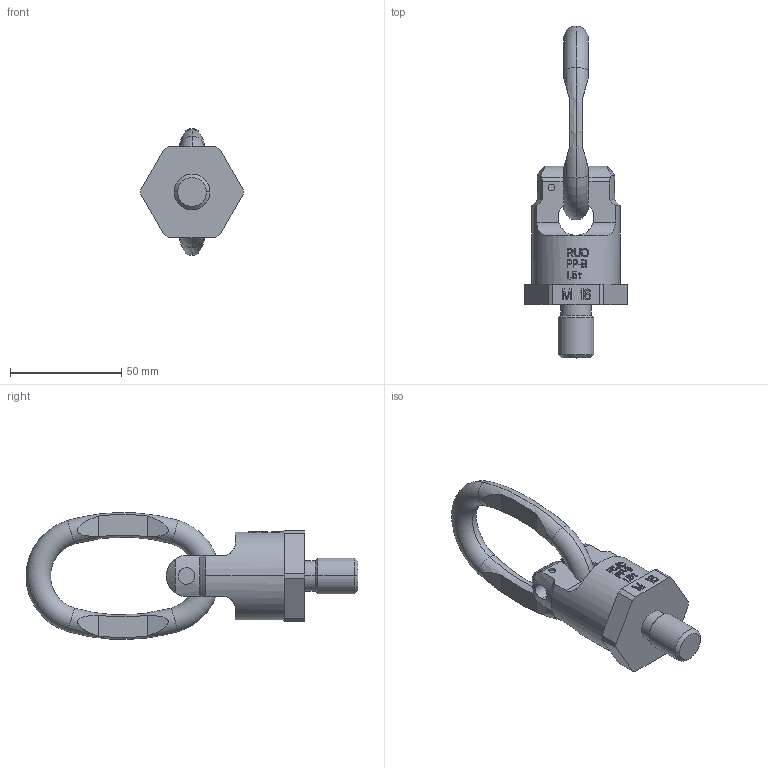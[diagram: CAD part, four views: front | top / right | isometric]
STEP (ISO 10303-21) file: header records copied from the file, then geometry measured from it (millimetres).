
FILE_DESCRIPTION((''),'2;1');
FILE_NAME('001-M31441-P11_ASM','2004-10-07T',('Leichs'),(''),'PRO/ENGINEER BY PARAMETRIC TECHNOLOGY CORPORATION, 2001400','PRO/ENGINEER BY PARAMETRIC TECHNOLOGY CORPORATION, 2001400','');
FILE_SCHEMA(('CONFIG_CONTROL_DESIGN'));
Length unit declared in the file: millimetre
Products named in the file (4): 001-M31441-005; 001-M31441-002; 001-M31290-001; 001-M31441-P11_ASM
Assembly tree (3 placements, depth 2):
  001-M31441-P11_ASM
    001-M31441-005
    001-M31441-002
    001-M31290-001
Bounding box: 45.99 x 149 x 56.68 mm (x, y, z)
Volume: 75076.5 mm3; surface area: 20971.3 mm2
Topology: 3 solids, 3 shells, 425 faces, 1157 edges, 766 vertices
Faces by surface type: plane 361, cylinder 48, cone 8, torus 8
Entity records: 13875 total; most frequent: CARTESIAN_POINT 3489, ORIENTED_EDGE 2314, DIRECTION 1863, EDGE_CURVE 1157, VERTEX_POINT 766, VECTOR 659, LINE 659, AXIS2_PLACEMENT_3D 602
